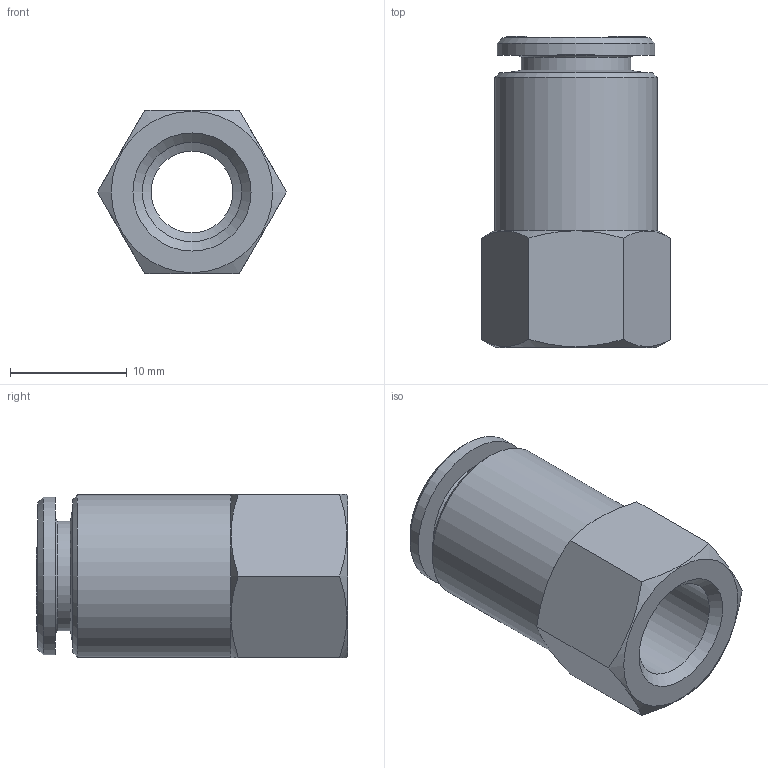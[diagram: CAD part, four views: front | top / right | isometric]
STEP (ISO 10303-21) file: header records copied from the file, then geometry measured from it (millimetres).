
FILE_DESCRIPTION( ( 'STEP AP214' ), '1' );
FILE_NAME( 'psolqas_7792_6.stp', '2020-12-01T16:59:25', ( 'License CC BY-ND 4.0' ), ( 'CADENAS' ), ' ', 'PARTsolutions', ' ' );
FILE_SCHEMA( ( 'AUTOMOTIVE_DESIGN { 1 0 10303 214 1 1 1 1 }' ) );
Length unit declared in the file: metre
Products named in the file (1): Rivoluzione1
Bounding box: 16.17 x 26.6 x 14 mm (x, y, z)
Volume: 2642.6 mm3; surface area: 2195.6 mm2
Topology: 1 solids, 1 shells, 139 faces, 356 edges, 235 vertices
Faces by surface type: plane 72, bspline 51, cone 10, cylinder 6
Full cylindrical faces by diameter (mm): 7 x1, 8.15 x1, 8.5 x1, 9.4 x1, 13.5 x1, 13.9 x1
Entity records: 8037 total; most frequent: CARTESIAN_POINT 3970, ORIENTED_EDGE 676, DIRECTION 417, EDGE_CURVE 338, VERTEX_POINT 233, LINE 201, VECTOR 201, EDGE_LOOP 173
